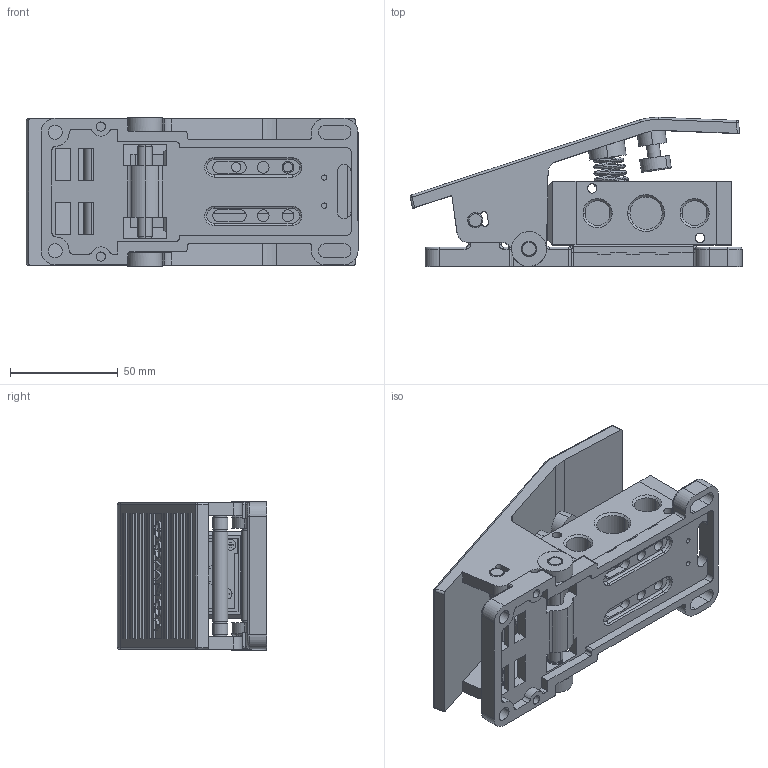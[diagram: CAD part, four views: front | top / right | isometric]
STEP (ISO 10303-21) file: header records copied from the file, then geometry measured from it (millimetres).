
FILE_DESCRIPTION (( 'STEP AP203' ), '1' );
FILE_NAME ('FT510-S.STEP', '2016-01-13T00:30:03', ( 'yrd8' ), ( 'Hewlett-Packard Company' ), 'SwSTEP 2.0', 'SolidWorks 2008', '' );
FILE_SCHEMA (( 'CONFIG_CONTROL_DESIGN' ));
Length unit declared in the file: millimetre
Products named in the file (12): FT510-S; FT 400 Assy; FT 400 嫡藹_晦獄 撲薑; FT 400 嫦っ_晦獄 撲薑; FT 400 shaft_晦獄 撲薑; FT 400 SPLING_晦獄 撲薑; FT 400 PACKING_晦獄 撲薑; 幫陝 M6x20_M10-1.5 x 20; FT 400 Pilot_ル遽; FT510 body; FT510 body Cover; FT510 Semi
Assembly tree (12 placements, depth 3):
  FT510-S
    FT510 Semi
    FT510 body
    FT 400 Assy
      FT 400 shaft_晦獄 撲薑  x2
      FT 400 SPLING_晦獄 撲薑
      FT 400 PACKING_晦獄 撲薑
      FT 400 嫡藹_晦獄 撲薑
      幫陝 M6x20_M10-1.5 x 20
      FT 400 嫦っ_晦獄 撲薑
    FT 400 Pilot_ル遽
    FT510 body Cover
Bounding box: 154 x 69.18 x 69 mm (x, y, z)
Volume: 217625.7 mm3; surface area: 96433.9 mm2
Topology: 12 solids, 12 shells, 957 faces, 2404 edges, 1554 vertices
Faces by surface type: plane 562, cylinder 279, torus 48, bspline 36, cone 22, sphere 10
Entity records: 37350 total; most frequent: CARTESIAN_POINT 13426, ORIENTED_EDGE 4676, DIRECTION 4647, EDGE_CURVE 2338, VECTOR 1613, LINE 1613, AXIS2_PLACEMENT_3D 1517, VERTEX_POINT 1514
